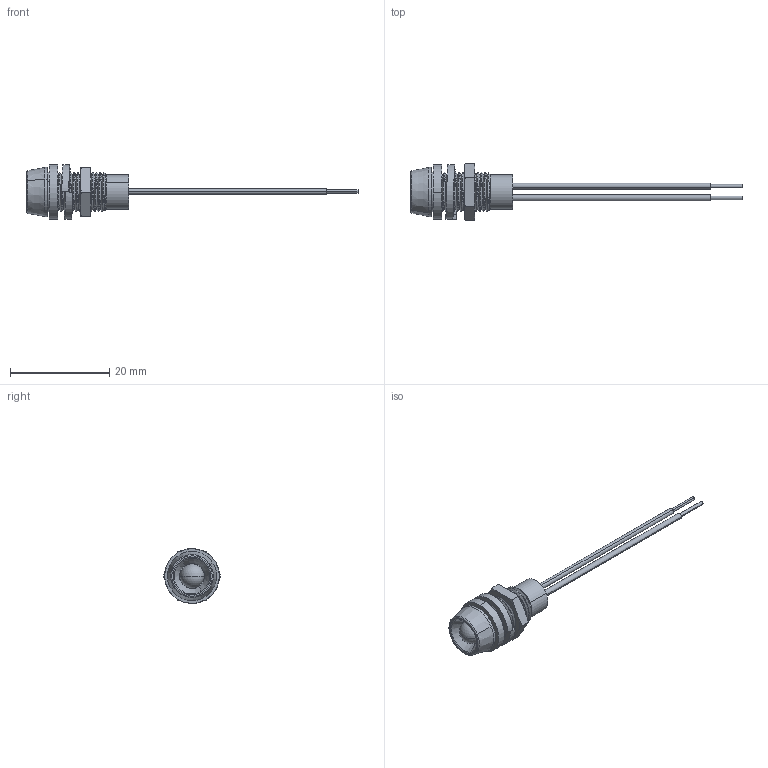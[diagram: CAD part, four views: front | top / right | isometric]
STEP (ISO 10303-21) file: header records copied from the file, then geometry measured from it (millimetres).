
FILE_DESCRIPTION (( 'STEP AP214' ), '1' );
FILE_NAME ('CRLB-1.STEP', '2019-04-30T18:06:29', ( 'user' ), ( 'Microsoft' ), 'SwSTEP 2.0', 'SolidWorks 2018', '' );
FILE_SCHEMA (( 'AUTOMOTIVE_DESIGN' ));
Length unit declared in the file: foot
Products named in the file (7): 21361-CR HOUSING_21361-003_CR_long; 21325- 24AWG WIRES_2"; 21030-5MM LED_SHORT BOTH; 21365-001_GASKET; 21366-001_M8 HEX NUT; 21365-005_SPLIT LOCK WASHER_21365-005_SPLIT LOCK WASHER; CRLB-1
Assembly tree (7 placements, depth 2):
  CRLB-1
    21365-005_SPLIT LOCK WASHER_21365-005_SPLIT LOCK WASHER
    21366-001_M8 HEX NUT
    21365-001_GASKET
    21030-5MM LED_SHORT BOTH
    21325- 24AWG WIRES_2"  x2
    21361-CR HOUSING_21361-003_CR_long
Bounding box: 66.98 x 11.55 x 11.06 mm (x, y, z)
Volume: 889.1 mm3; surface area: 2298.9 mm2
Topology: 7 solids, 7 shells, 167 faces, 417 edges, 273 vertices
Faces by surface type: cylinder 79, plane 53, cone 20, bspline 9, torus 4, sphere 2
Entity records: 8798 total; most frequent: CARTESIAN_POINT 4684, ORIENTED_EDGE 794, DIRECTION 693, EDGE_CURVE 397, AXIS2_PLACEMENT_3D 262, VERTEX_POINT 261, EDGE_LOOP 172, LINE 169
